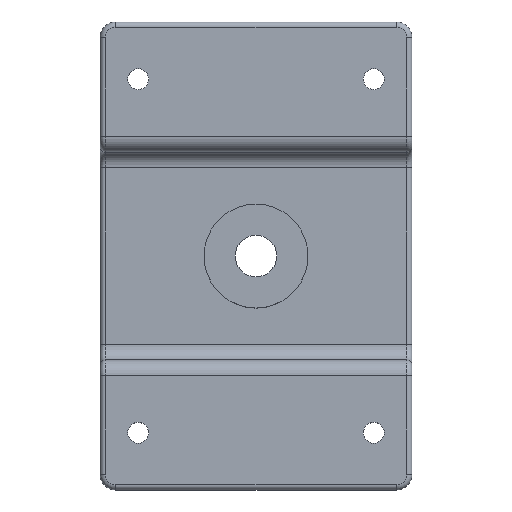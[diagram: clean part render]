
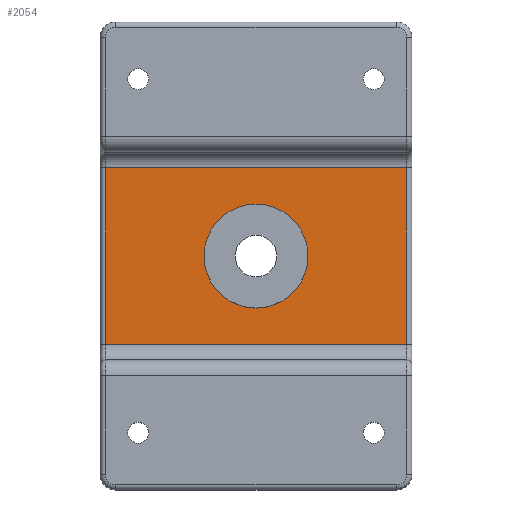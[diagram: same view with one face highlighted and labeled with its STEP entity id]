
A CAD part, top view. The second image highlights one B-rep face of the part: STEP entity #2054.
In plain terms, the highlighted planar face has unit normal (0, 0, 1).
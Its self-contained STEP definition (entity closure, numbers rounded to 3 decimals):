
#595=CARTESIAN_POINT('',(0.,0.,-14.5));
#596=DIRECTION('',(0.,0.,1.));
#597=DIRECTION('',(-1.,0.,0.));
#598=AXIS2_PLACEMENT_3D('',#595,#596,#597);
#600=CARTESIAN_POINT('',(0.,0.,-14.5));
#601=DIRECTION('',(0.,0.,1.));
#602=DIRECTION('',(1.,0.,0.));
#603=AXIS2_PLACEMENT_3D('',#600,#601,#602);
#605=DIRECTION('',(0.,1.,0.));
#606=VECTOR('',#605,34.);
#607=CARTESIAN_POINT('',(-29.,-17.,-14.5));
#608=LINE('',#607,#606);
#609=DIRECTION('',(1.,0.,0.));
#610=VECTOR('',#609,58.);
#611=CARTESIAN_POINT('',(-29.,17.,-14.5));
#612=LINE('',#611,#610);
#613=DIRECTION('',(0.,-1.,0.));
#614=VECTOR('',#613,34.);
#615=CARTESIAN_POINT('',(29.,17.,-14.5));
#616=LINE('',#615,#614);
#617=DIRECTION('',(1.,0.,0.));
#618=VECTOR('',#617,58.);
#619=CARTESIAN_POINT('',(-29.,-17.,-14.5));
#620=LINE('',#619,#618);
#945=CARTESIAN_POINT('',(-10.,0.,-14.5));
#946=CARTESIAN_POINT('',(10.,0.,-14.5));
#947=VERTEX_POINT('',#945);
#948=VERTEX_POINT('',#946);
#1095=CARTESIAN_POINT('',(-29.,-17.,-14.5));
#1096=VERTEX_POINT('',#1095);
#1099=CARTESIAN_POINT('',(-29.,17.,-14.5));
#1100=VERTEX_POINT('',#1099);
#1143=CARTESIAN_POINT('',(29.,17.,-14.5));
#1144=VERTEX_POINT('',#1143);
#1147=CARTESIAN_POINT('',(29.,-17.,-14.5));
#1148=VERTEX_POINT('',#1147);
#2035=CARTESIAN_POINT('',(-30.,20.,-14.5));
#2036=DIRECTION('',(0.,0.,1.));
#2037=DIRECTION('',(0.,-1.,0.));
#2038=AXIS2_PLACEMENT_3D('',#2035,#2036,#2037);
#2039=PLANE('',#2038);
#2040=ORIENTED_EDGE('',*,*,#1460,.T.);
#2042=ORIENTED_EDGE('',*,*,#2041,.T.);
#2044=ORIENTED_EDGE('',*,*,#2043,.T.);
#2046=ORIENTED_EDGE('',*,*,#2045,.F.);
#2047=EDGE_LOOP('',(#2040,#2042,#2044,#2046));
#2048=FACE_OUTER_BOUND('',#2047,.F.);
#2049=ORIENTED_EDGE('',*,*,#2025,.T.);
#2051=ORIENTED_EDGE('',*,*,#2050,.T.);
#2052=EDGE_LOOP('',(#2049,#2051));
#2053=FACE_BOUND('',#2052,.F.);
#2054=ADVANCED_FACE('',(#2048,#2053),#2039,.T.);
#599=CIRCLE('',#598,10.);
#604=CIRCLE('',#603,10.);
#1460=EDGE_CURVE('',#1096,#1100,#608,.T.);
#2025=EDGE_CURVE('',#947,#948,#599,.T.);
#2041=EDGE_CURVE('',#1100,#1144,#612,.T.);
#2043=EDGE_CURVE('',#1144,#1148,#616,.T.);
#2045=EDGE_CURVE('',#1096,#1148,#620,.T.);
#2050=EDGE_CURVE('',#948,#947,#604,.T.);
